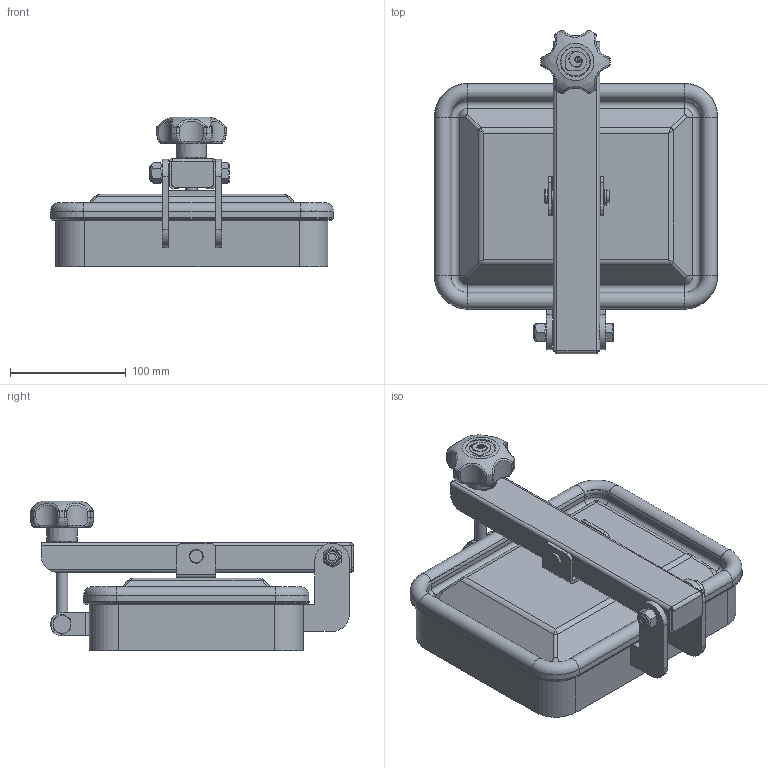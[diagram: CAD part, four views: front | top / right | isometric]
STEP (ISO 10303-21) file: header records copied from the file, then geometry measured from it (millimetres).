
FILE_DESCRIPTION( ( 'Unknown' ), '1' );
FILE_NAME( 'FA24E6100 MOD 285.stp', 'Unknown', ( 'Unknown' ), ( 'Unknown' ), 'PSStep 16.0.42', 'Unknown', ' ' );
FILE_SCHEMA( ( 'AUTOMOTIVE_DESIGN { 1 0 10303 214 1 1 1 1 }' ) );
Length unit declared in the file: millimetre
Products named in the file (20): 94161 rev 0; 94161_1 rev 0; 7CA2400 rev 01; 8AS107 rev.01; 81001 rev 01; 7TA2400 rev 01; 81065; 8AP30_33 rev 01; 81062 rev 03; Assem1; 71001; 95420; 95012; 91001 rev 01; 93002 rev 01; 95206; 95021; 9602 rev.04; 97321
Assembly tree (21 placements, depth 3):
  Assem1
    71001
    95420
    95012
    91001 rev 01
    93002 rev 01
    95206  x2
    95021
    9602 rev.04
    97321
    7CA2400 rev 01
      8AS107 rev.01
      81001 rev 01
    7TA2400 rev 01
      81065  x2
      8AP30_33 rev 01
      81062 rev 03
    94161 rev 0
      94161 rev 0
      94161_1 rev 0
Bounding box: 244.6 x 279.34 x 129.5 mm (x, y, z)
Volume: 508328.2 mm3; surface area: 352979.9 mm2
Topology: 18 solids, 18 shells, 649 faces, 1522 edges, 915 vertices
Faces by surface type: cylinder 242, plane 227, torus 76, bspline 46, cone 40, sphere 18
Full cylindrical faces by diameter (mm): 8 x1, 8.376 x1, 8.5 x2, 10 x5, 10.5 x11, 12 x2, 12.09 x2, 15.5 x2, 17 x1, 19.8 x1, 20 x3, 24 x2, 25 x1, 25.7 x1
Entity records: 30722 total; most frequent: CARTESIAN_POINT 11437, DIRECTION 3098, ORIENTED_EDGE 2758, EDGE_CURVE 1379, AXIS2_PLACEMENT_3D 1242, VERTEX_POINT 857, EDGE_LOOP 724, FACE_OUTER_BOUND 658
